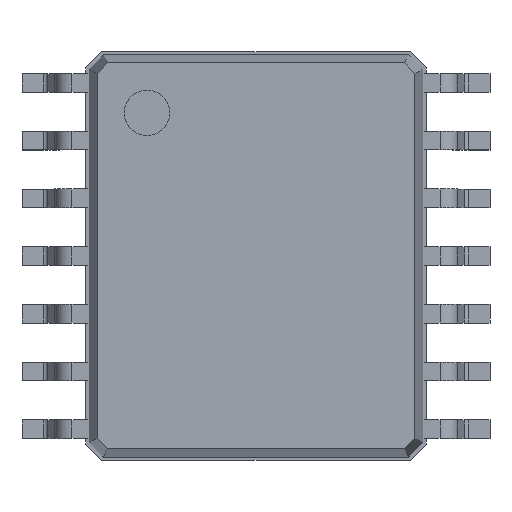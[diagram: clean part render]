
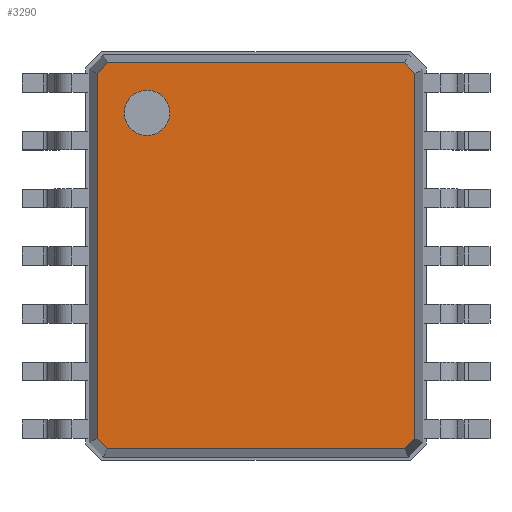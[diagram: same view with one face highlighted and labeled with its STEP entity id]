
A CAD part, top view. The second image highlights one B-rep face of the part: STEP entity #3290.
In plain terms, the highlighted planar face has unit normal (0, 0, 1).
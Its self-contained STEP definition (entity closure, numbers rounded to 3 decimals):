
#13=DIRECTION('',(0.,0.,1.));
#27=VECTOR('',#28,1.);
#28=DIRECTION('',(1.,0.,0.));
#51=VECTOR('',#52,1.);
#52=DIRECTION('',(0.707,-0.707,0.));
#58=VECTOR('',#59,1.);
#59=DIRECTION('',(0.,-1.,0.));
#65=VECTOR('',#66,1.);
#66=DIRECTION('',(-0.707,-0.707,0.));
#72=VECTOR('',#73,1.);
#73=DIRECTION('',(-1.,0.,0.));
#79=VECTOR('',#80,1.);
#80=DIRECTION('',(-0.707,0.707,0.));
#86=VECTOR('',#87,1.);
#87=DIRECTION('',(0.,1.,0.));
#91=VECTOR('',#92,1.);
#92=DIRECTION('',(0.707,0.707,0.));
#1099=VERTEX_POINT('',#1100);
#1100=CARTESIAN_POINT('',(-3.499,4.02,2.7));
#1102=ORIENTED_EDGE('',*,*,#1103,.F.);
#1103=EDGE_CURVE('',#1104,#1099,#1106,.T.);
#1104=VERTEX_POINT('',#1105);
#1105=CARTESIAN_POINT('',(-3.499,-4.02,2.7));
#1106=LINE('',#1105,#86);
#1117=VERTEX_POINT('',#1118);
#1118=CARTESIAN_POINT('',(-3.27,4.249,2.7));
#1120=ORIENTED_EDGE('',*,*,#1121,.F.);
#1121=EDGE_CURVE('',#1099,#1117,#1122,.T.);
#1122=LINE('',#1100,#91);
#1131=VERTEX_POINT('',#1132);
#1132=CARTESIAN_POINT('',(3.27,4.249,2.7));
#1134=ORIENTED_EDGE('',*,*,#1135,.F.);
#1135=EDGE_CURVE('',#1117,#1131,#1136,.T.);
#1136=LINE('',#1118,#27);
#1145=VERTEX_POINT('',#1146);
#1146=CARTESIAN_POINT('',(3.499,4.02,2.7));
#1148=ORIENTED_EDGE('',*,*,#1149,.F.);
#1149=EDGE_CURVE('',#1131,#1145,#1150,.T.);
#1150=LINE('',#1132,#51);
#1215=VERTEX_POINT('',#1216);
#1216=CARTESIAN_POINT('',(3.499,-4.02,2.7));
#1218=ORIENTED_EDGE('',*,*,#1219,.F.);
#1219=EDGE_CURVE('',#1145,#1215,#1220,.T.);
#1220=LINE('',#1146,#58);
#3290=ADVANCED_FACE('',(#3291,#3306),#3316,.T.);
#3291=FACE_BOUND('',#3292,.T.);
#3292=EDGE_LOOP('',(#1134,#1120,#1102,#3293,#3298,#3303,#1218,#1148));
#3293=ORIENTED_EDGE('',*,*,#3294,.F.);
#3294=EDGE_CURVE('',#3295,#1104,#3297,.T.);
#3295=VERTEX_POINT('',#3296);
#3296=CARTESIAN_POINT('',(-3.27,-4.249,2.7));
#3297=LINE('',#3296,#79);
#3298=ORIENTED_EDGE('',*,*,#3299,.F.);
#3299=EDGE_CURVE('',#3300,#3295,#3302,.T.);
#3300=VERTEX_POINT('',#3301);
#3301=CARTESIAN_POINT('',(3.27,-4.249,2.7));
#3302=LINE('',#3301,#72);
#3303=ORIENTED_EDGE('',*,*,#3304,.F.);
#3304=EDGE_CURVE('',#1215,#3300,#3305,.T.);
#3305=LINE('',#1216,#65);
#3306=FACE_BOUND('',#3307,.T.);
#3307=EDGE_LOOP('',(#3308));
#3308=ORIENTED_EDGE('',*,*,#3309,.T.);
#3309=EDGE_CURVE('',#3310,#3310,#3312,.T.);
#3310=VERTEX_POINT('',#3311);
#3311=CARTESIAN_POINT('',(-2.399,2.649,2.7));
#3312=CIRCLE('',#3313,0.5);
#3313=AXIS2_PLACEMENT_3D('',#3314,#3315,#59);
#3314=CARTESIAN_POINT('',(-2.399,3.149,2.7));
#3315=DIRECTION('',(0.,-0.,-1.));
#3316=PLANE('',#3317);
#3317=AXIS2_PLACEMENT_3D('',#1118,#13,#3318);
#3318=DIRECTION('',(0.61,-0.793,0.));
